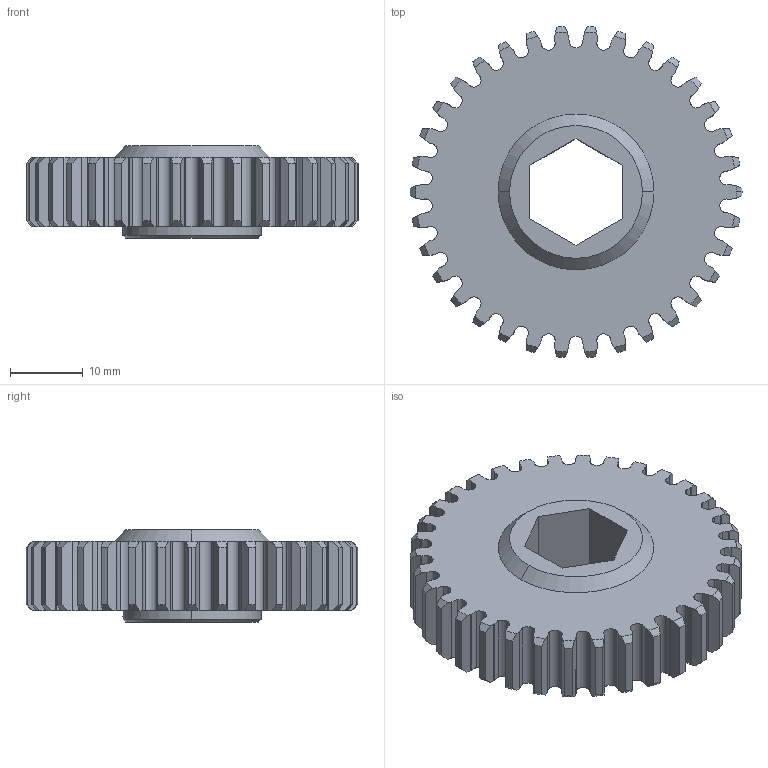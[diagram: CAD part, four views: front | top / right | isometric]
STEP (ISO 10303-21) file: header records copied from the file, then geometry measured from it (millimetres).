
FILE_DESCRIPTION (( 'STEP AP203' ), '1' );
FILE_NAME ('REV-21-1928.STEP', '2022-04-11T16:41:20', ( '' ), ( '' ), 'SwSTEP 2.0', 'SolidWorks 2022', '' );
FILE_SCHEMA (( 'CONFIG_CONTROL_DESIGN' ));
Length unit declared in the file: millimetre
Products named in the file (1): REV-21-1928
Bounding box: 45.72 x 45.61 x 12.7 mm (x, y, z)
Volume: 7638.4 mm3; surface area: 6845.5 mm2
Topology: 1 solids, 1 shells, 382 faces, 1128 edges, 750 vertices
Faces by surface type: bspline 136, cylinder 85, plane 82, cone 75, torus 4
Entity records: 15118 total; most frequent: CARTESIAN_POINT 5803, ORIENTED_EDGE 2256, DIRECTION 1471, EDGE_CURVE 1128, VERTEX_POINT 750, AXIS2_PLACEMENT_3D 506, LINE 459, VECTOR 459
